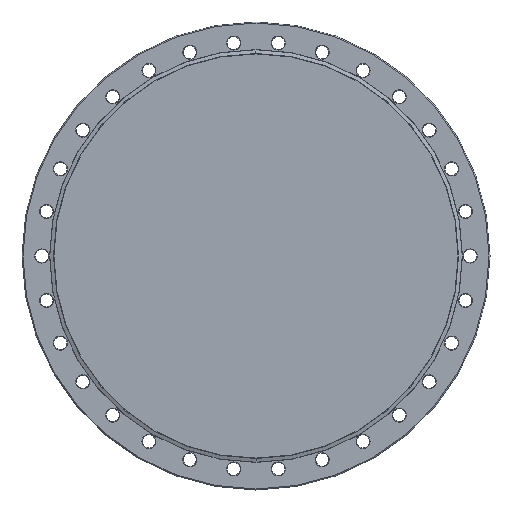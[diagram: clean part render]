
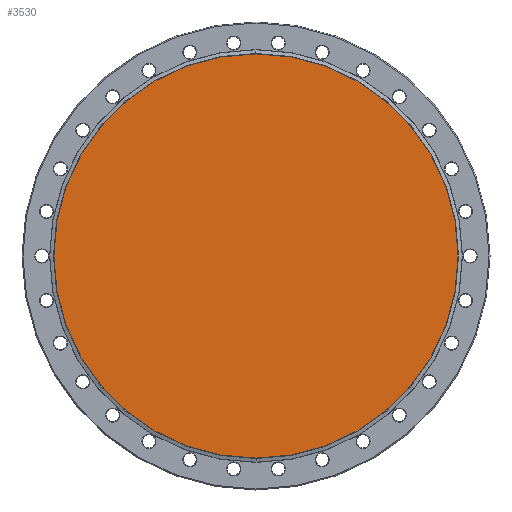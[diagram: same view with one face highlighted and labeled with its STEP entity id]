
A CAD part, left-side view. The second image highlights one B-rep face of the part: STEP entity #3530.
In plain terms, the highlighted planar face has unit normal (-1, 0, 0).
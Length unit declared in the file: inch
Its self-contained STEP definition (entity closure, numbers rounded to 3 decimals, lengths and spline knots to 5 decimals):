
#68 = EDGE_LOOP ( 'NONE', ( #212, #3485 ) ) ;
#212 = ORIENTED_EDGE ( 'NONE', *, *, #433, .T. ) ;
#245 = EDGE_CURVE ( 'NONE', #1325, #3267, #1863, .T. ) ;
#433 = EDGE_CURVE ( 'NONE', #3267, #1325, #5794, .T. ) ;
#461 = AXIS2_PLACEMENT_3D ( 'NONE', #5783, #2589, #821 ) ;
#738 = DIRECTION ( 'NONE',  ( 1., 0., 0. ) ) ;
#821 = DIRECTION ( 'NONE',  ( 0., 0., -1. ) ) ;
#834 = AXIS2_PLACEMENT_3D ( 'NONE', #3794, #738, #2528 ) ;
#1325 = VERTEX_POINT ( 'NONE', #1891 ) ;
#1440 = DIRECTION ( 'NONE',  ( -1., 0., 0. ) ) ;
#1825 = DIRECTION ( 'NONE',  ( 0., 0., -1. ) ) ;
#1863 = CIRCLE ( 'NONE', #461, 6.045 ) ;
#1891 = CARTESIAN_POINT ( 'NONE',  ( 0.08, 0., 6.045 ) ) ;
#2502 = PLANE ( 'NONE',  #834 ) ;
#2528 = DIRECTION ( 'NONE',  ( 0., 0., -1. ) ) ;
#2589 = DIRECTION ( 'NONE',  ( -1., 0., 0. ) ) ;
#3267 = VERTEX_POINT ( 'NONE', #3943 ) ;
#3322 = FACE_OUTER_BOUND ( 'NONE', #68, .T. ) ;
#3485 = ORIENTED_EDGE ( 'NONE', *, *, #245, .T. ) ;
#3530 = ADVANCED_FACE ( 'NONE', ( #3322 ), #2502, .F. ) ;
#3794 = CARTESIAN_POINT ( 'NONE',  ( 0.08, 6.05, 0. ) ) ;
#3943 = CARTESIAN_POINT ( 'NONE',  ( 0.08, 0., -6.045 ) ) ;
#4318 = AXIS2_PLACEMENT_3D ( 'NONE', #4499, #1440, #1825 ) ;
#4499 = CARTESIAN_POINT ( 'NONE',  ( 0.08, 0., 0. ) ) ;
#5783 = CARTESIAN_POINT ( 'NONE',  ( 0.08, 0., 0. ) ) ;
#5794 = CIRCLE ( 'NONE', #4318, 6.045 ) ;
